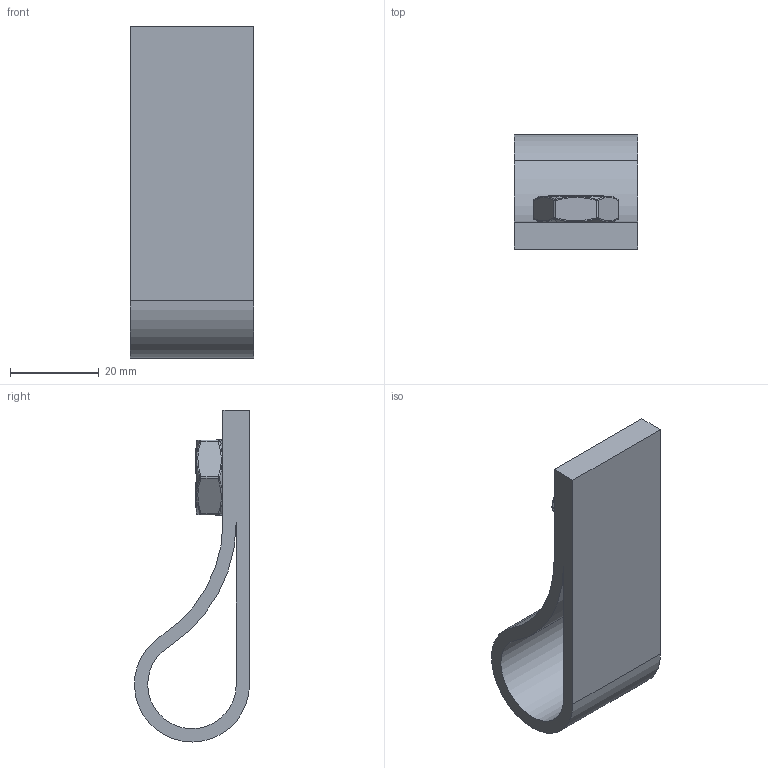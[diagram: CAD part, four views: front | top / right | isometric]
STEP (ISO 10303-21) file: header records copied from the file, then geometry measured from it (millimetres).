
FILE_DESCRIPTION(('Creo Elements/Direct Modeling STEP Export'),'2;1');
FILE_NAME('LE005-75.stp','2019-01-07T15:27:57',(''),(''),'Creo Elements/Direct Modeling STEP processor for AP214 (Solid Model)','Creo Elements/Direct Modeling 20.0 12-Nov-2016 (C) Parametric Technology GmbH','');
FILE_SCHEMA(('AUTOMOTIVE_DESIGN { 1 0 10303 214 1 1 1 1 }'));
Length unit declared in the file: millimetre
Products named in the file (1): LE005-75
Bounding box: 28 x 25.99 x 75 mm (x, y, z)
Volume: 15495 mm3; surface area: 9506.7 mm2
Topology: 1 solids, 1 shells, 176 faces, 467 edges, 302 vertices
Faces by surface type: extrusion 86, plane 48, bspline 24, cylinder 10, torus 4, cone 4
Entity records: 10756 total; most frequent: CARTESIAN_POINT 6993, ORIENTED_EDGE 934, EDGE_CURVE 467, DIRECTION 447, B_SPLINE_CURVE_WITH_KNOTS 306, VERTEX_POINT 302, VECTOR 285, LINE 199
